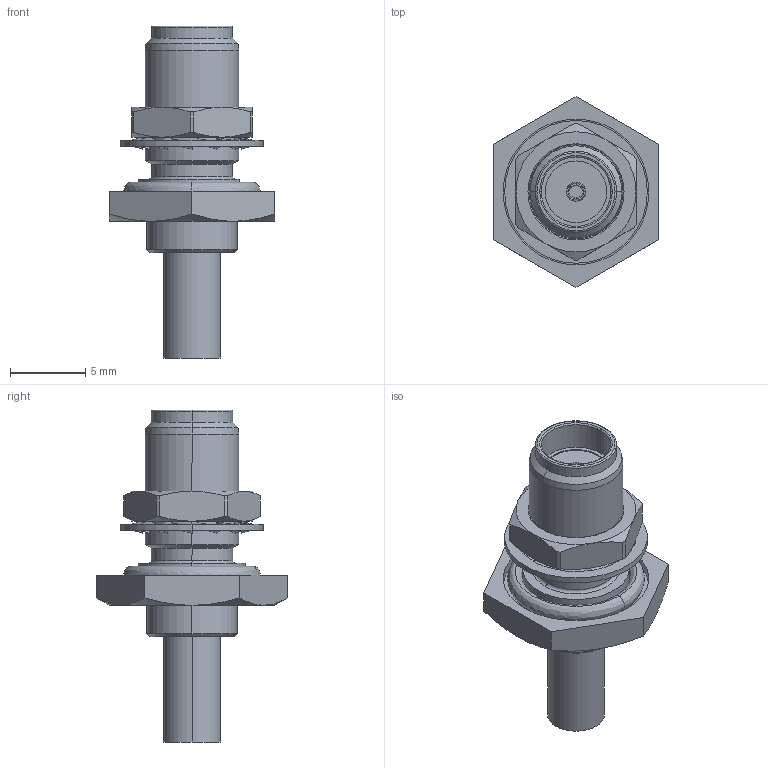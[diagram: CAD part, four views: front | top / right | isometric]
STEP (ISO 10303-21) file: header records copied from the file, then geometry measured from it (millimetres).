
FILE_DESCRIPTION (( 'STEP AP214' ), '1' );
FILE_NAME ('J01151A0541.STEP', '2016-02-25T08:19:44', ( '' ), ( '' ), 'SwSTEP 2.0', 'SolidWorks 2015', '' );
FILE_SCHEMA (( 'AUTOMOTIVE_DESIGN' ));
Length unit declared in the file: millimetre
Products named in the file (1): J01151A0541
Bounding box: 11 x 12.7 x 22.1 mm (x, y, z)
Volume: 674.3 mm3; surface area: 1031.5 mm2
Topology: 3 solids, 3 shells, 183 faces, 432 edges, 268 vertices
Faces by surface type: plane 61, bspline 40, cylinder 40, cone 34, torus 8
Entity records: 7852 total; most frequent: CARTESIAN_POINT 1828, ORIENTED_EDGE 864, DIRECTION 750, EDGE_CURVE 432, AXIS2_PLACEMENT_3D 270, VERTEX_POINT 268, VECTOR 210, LINE 210
